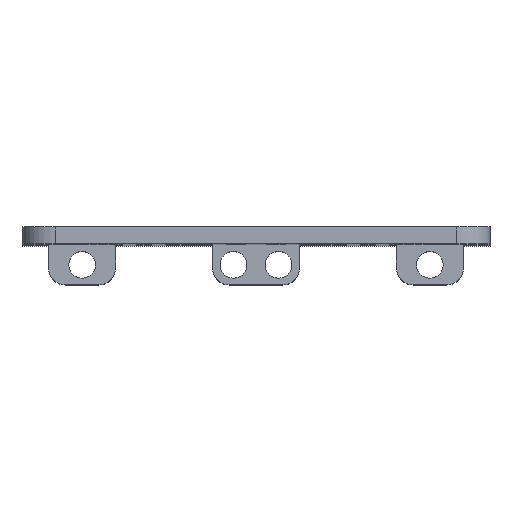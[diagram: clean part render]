
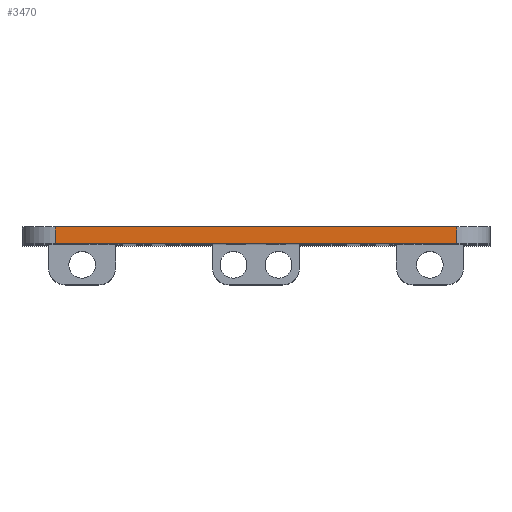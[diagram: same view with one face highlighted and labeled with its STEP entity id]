
A CAD part, top view. The second image highlights one B-rep face of the part: STEP entity #3470.
In plain terms, the highlighted planar face has unit normal (0, 0, 1).
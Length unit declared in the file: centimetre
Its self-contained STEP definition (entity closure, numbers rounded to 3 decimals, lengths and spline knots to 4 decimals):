
#177 = DIRECTION ( 'NONE',  ( -1., 0., 0. ) ) ;
#489 = EDGE_CURVE ( 'NONE', #3683, #1867, #2628, .T. ) ;
#528 = LINE ( 'NONE', #3010, #1684 ) ;
#1090 = CARTESIAN_POINT ( 'NONE',  ( -6., 0.5, 19. ) ) ;
#1435 = AXIS2_PLACEMENT_3D ( 'NONE', #5130, #5832, #177 ) ;
#1525 = VERTEX_POINT ( 'NONE', #6599 ) ;
#1684 = VECTOR ( 'NONE', #7952, 100. ) ;
#1701 = ORIENTED_EDGE ( 'NONE', *, *, #7992, .T. ) ;
#1815 = VECTOR ( 'NONE', #5542, 100. ) ;
#1867 = VERTEX_POINT ( 'NONE', #5296 ) ;
#2628 = LINE ( 'NONE', #2672, #2945 ) ;
#2672 = CARTESIAN_POINT ( 'NONE',  ( -7., 0.5, 19. ) ) ;
#2945 = VECTOR ( 'NONE', #3869, 100. ) ;
#3010 = CARTESIAN_POINT ( 'NONE',  ( 6., 0.5, 19. ) ) ;
#3130 = EDGE_CURVE ( 'NONE', #3135, #1525, #4979, .T. ) ;
#3135 = VERTEX_POINT ( 'NONE', #4242 ) ;
#3303 = ORIENTED_EDGE ( 'NONE', *, *, #489, .F. ) ;
#3470 = ADVANCED_FACE ( 'NONE', ( #7554 ), #6964, .F. ) ;
#3683 = VERTEX_POINT ( 'NONE', #4961 ) ;
#3869 = DIRECTION ( 'NONE',  ( 1., 0., 0. ) ) ;
#3924 = VECTOR ( 'NONE', #6669, 100. ) ;
#4242 = CARTESIAN_POINT ( 'NONE',  ( -6., 0., 19. ) ) ;
#4285 = CARTESIAN_POINT ( 'NONE',  ( -7., 0., 19. ) ) ;
#4406 = ORIENTED_EDGE ( 'NONE', *, *, #6792, .T. ) ;
#4961 = CARTESIAN_POINT ( 'NONE',  ( -6., 0.5, 19. ) ) ;
#4979 = LINE ( 'NONE', #4285, #1815 ) ;
#5130 = CARTESIAN_POINT ( 'NONE',  ( -7., 0.5, 19. ) ) ;
#5296 = CARTESIAN_POINT ( 'NONE',  ( 6., 0.5, 19. ) ) ;
#5342 = LINE ( 'NONE', #1090, #3924 ) ;
#5542 = DIRECTION ( 'NONE',  ( 1., 0., 0. ) ) ;
#5759 = EDGE_LOOP ( 'NONE', ( #3303, #4406, #6544, #1701 ) ) ;
#5832 = DIRECTION ( 'NONE',  ( 0., 0., -1. ) ) ;
#6544 = ORIENTED_EDGE ( 'NONE', *, *, #3130, .T. ) ;
#6599 = CARTESIAN_POINT ( 'NONE',  ( 6., 0., 19. ) ) ;
#6669 = DIRECTION ( 'NONE',  ( 0., -1., 0. ) ) ;
#6792 = EDGE_CURVE ( 'NONE', #3683, #3135, #5342, .T. ) ;
#6964 = PLANE ( 'NONE',  #1435 ) ;
#7554 = FACE_OUTER_BOUND ( 'NONE', #5759, .T. ) ;
#7952 = DIRECTION ( 'NONE',  ( 0., 1., 0. ) ) ;
#7992 = EDGE_CURVE ( 'NONE', #1525, #1867, #528, .T. ) ;
